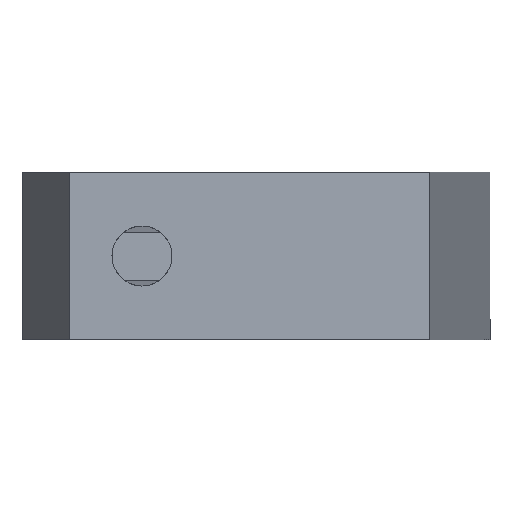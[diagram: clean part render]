
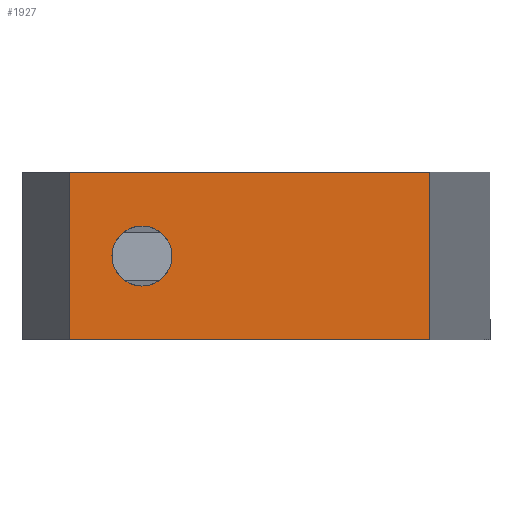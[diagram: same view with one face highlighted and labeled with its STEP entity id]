
A CAD part, front view. The second image highlights one B-rep face of the part: STEP entity #1927.
In plain terms, the highlighted planar face has unit normal (0, -1, 0).
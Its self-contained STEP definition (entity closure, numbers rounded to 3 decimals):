
#17 = CARTESIAN_POINT ( 'NONE',  ( -9.75, -17.75, -3.5 ) ) ;
#51 = CARTESIAN_POINT ( 'NONE',  ( -4.75, -17.75, 0. ) ) ;
#93 = ORIENTED_EDGE ( 'NONE', *, *, #389, .F. ) ;
#109 = CARTESIAN_POINT ( 'NONE',  ( -4.75, -17.75, 1.25 ) ) ;
#112 = EDGE_LOOP ( 'NONE', ( #690, #1719, #240, #1208 ) ) ;
#145 = EDGE_CURVE ( 'NONE', #1430, #1131, #300, .T. ) ;
#183 = VECTOR ( 'NONE', #708, 1000. ) ;
#240 = ORIENTED_EDGE ( 'NONE', *, *, #353, .T. ) ;
#300 = LINE ( 'NONE', #1415, #183 ) ;
#323 = EDGE_LOOP ( 'NONE', ( #349, #93 ) ) ;
#332 = LINE ( 'NONE', #569, #1115 ) ;
#349 = ORIENTED_EDGE ( 'NONE', *, *, #567, .F. ) ;
#353 = EDGE_CURVE ( 'NONE', #895, #1430, #1413, .T. ) ;
#389 = EDGE_CURVE ( 'NONE', #391, #445, #668, .T. ) ;
#391 = VERTEX_POINT ( 'NONE', #109 ) ;
#445 = VERTEX_POINT ( 'NONE', #1315 ) ;
#553 = EDGE_CURVE ( 'NONE', #1775, #1131, #1215, .T. ) ;
#567 = EDGE_CURVE ( 'NONE', #445, #391, #2057, .T. ) ;
#569 = CARTESIAN_POINT ( 'NONE',  ( -7.75, -17.75, -3.5 ) ) ;
#644 = DIRECTION ( 'NONE',  ( 0., 1., 0. ) ) ;
#668 = CIRCLE ( 'NONE', #2033, 1.25 ) ;
#674 = DIRECTION ( 'NONE',  ( 0., 0., -1. ) ) ;
#678 = CARTESIAN_POINT ( 'NONE',  ( 7.25, -17.75, 3.5 ) ) ;
#690 = ORIENTED_EDGE ( 'NONE', *, *, #553, .F. ) ;
#708 = DIRECTION ( 'NONE',  ( 0., 0., 1. ) ) ;
#744 = DIRECTION ( 'NONE',  ( 0., 0., 1. ) ) ;
#772 = EDGE_CURVE ( 'NONE', #895, #1775, #332, .T. ) ;
#780 = DIRECTION ( 'NONE',  ( 0., -1., 0. ) ) ;
#821 = CARTESIAN_POINT ( 'NONE',  ( -9.75, -17.75, 3.5 ) ) ;
#895 = VERTEX_POINT ( 'NONE', #1143 ) ;
#1115 = VECTOR ( 'NONE', #744, 1000. ) ;
#1124 = CARTESIAN_POINT ( 'NONE',  ( -7.75, -17.75, 3.5 ) ) ;
#1131 = VERTEX_POINT ( 'NONE', #678 ) ;
#1143 = CARTESIAN_POINT ( 'NONE',  ( -7.75, -17.75, -3.5 ) ) ;
#1155 = DIRECTION ( 'NONE',  ( 0., 0., 1. ) ) ;
#1208 = ORIENTED_EDGE ( 'NONE', *, *, #145, .T. ) ;
#1215 = LINE ( 'NONE', #1715, #1675 ) ;
#1216 = DIRECTION ( 'NONE',  ( 0., -1., 0. ) ) ;
#1284 = FACE_OUTER_BOUND ( 'NONE', #112, .T. ) ;
#1315 = CARTESIAN_POINT ( 'NONE',  ( -4.75, -17.75, -1.25 ) ) ;
#1396 = AXIS2_PLACEMENT_3D ( 'NONE', #821, #644, #1155 ) ;
#1413 = LINE ( 'NONE', #17, #1594 ) ;
#1415 = CARTESIAN_POINT ( 'NONE',  ( 7.25, -17.75, -3.5 ) ) ;
#1430 = VERTEX_POINT ( 'NONE', #2207 ) ;
#1528 = CARTESIAN_POINT ( 'NONE',  ( -4.75, -17.75, 0. ) ) ;
#1594 = VECTOR ( 'NONE', #1954, 1000. ) ;
#1675 = VECTOR ( 'NONE', #2270, 1000. ) ;
#1715 = CARTESIAN_POINT ( 'NONE',  ( -9.75, -17.75, 3.5 ) ) ;
#1719 = ORIENTED_EDGE ( 'NONE', *, *, #772, .F. ) ;
#1775 = VERTEX_POINT ( 'NONE', #1124 ) ;
#1927 = ADVANCED_FACE ( 'NONE', ( #2004, #1284 ), #2209, .F. ) ;
#1954 = DIRECTION ( 'NONE',  ( 1., 0., 0. ) ) ;
#2004 = FACE_BOUND ( 'NONE', #323, .T. ) ;
#2033 = AXIS2_PLACEMENT_3D ( 'NONE', #51, #780, #2185 ) ;
#2057 = CIRCLE ( 'NONE', #2186, 1.25 ) ;
#2185 = DIRECTION ( 'NONE',  ( 0., 0., -1. ) ) ;
#2186 = AXIS2_PLACEMENT_3D ( 'NONE', #1528, #1216, #674 ) ;
#2207 = CARTESIAN_POINT ( 'NONE',  ( 7.25, -17.75, -3.5 ) ) ;
#2209 = PLANE ( 'NONE',  #1396 ) ;
#2270 = DIRECTION ( 'NONE',  ( 1., 0., 0. ) ) ;
